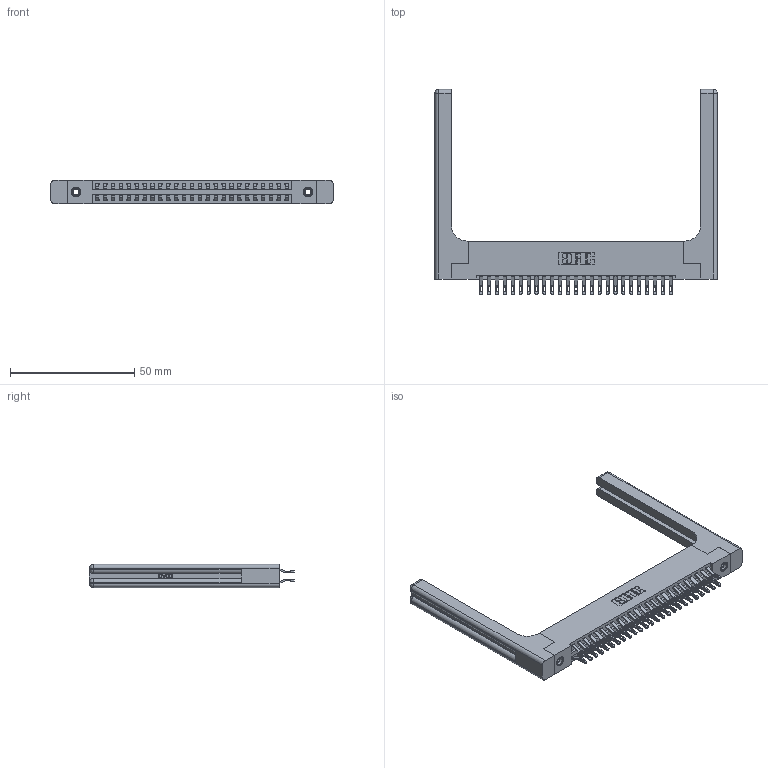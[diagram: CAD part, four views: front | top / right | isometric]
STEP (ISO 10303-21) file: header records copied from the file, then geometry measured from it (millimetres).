
FILE_DESCRIPTION (( 'STEP AP203' ), '1' );
FILE_NAME ('346-050-555-258.STEP', '2022-05-20T23:37:55', ( '' ), ( '' ), 'SwSTEP 2.0', 'SolidWorks 2020', '' );
FILE_SCHEMA (( 'CONFIG_CONTROL_DESIGN' ));
Length unit declared in the file: inch
Products named in the file (5): 346-220-058_345-220-058; 346 Part_Flush Mounting Lugs - 0.156 Dia-TH; 345-250-001_345-250-001-102; 346-050-555-258; 345-292-001_555 Tail
Assembly tree (55 placements, depth 2):
  346-050-555-258
    346 Part_Flush Mounting Lugs - 0.156 Dia-TH
    345-292-001_555 Tail  x50
    345-250-001_345-250-001-102  x2
    346-220-058_345-220-058  x2
Bounding box: 113.44 x 82.42 x 9.4 mm (x, y, z)
Volume: 18550.6 mm3; surface area: 20454.8 mm2
Topology: 55 solids, 55 shells, 3292 faces, 10181 edges, 6766 vertices
Faces by surface type: plane 1888, cylinder 1344, bspline 36, cone 12, sphere 8, torus 4
Entity records: 24528 total; most frequent: CARTESIAN_POINT 5113, ORIENTED_EDGE 3812, DIRECTION 3458, EDGE_CURVE 1906, LINE 1562, VECTOR 1562, VERTEX_POINT 1262, AXIS2_PLACEMENT_3D 948
